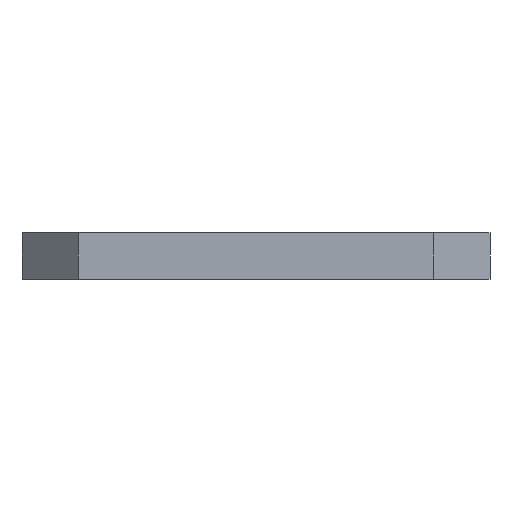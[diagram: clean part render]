
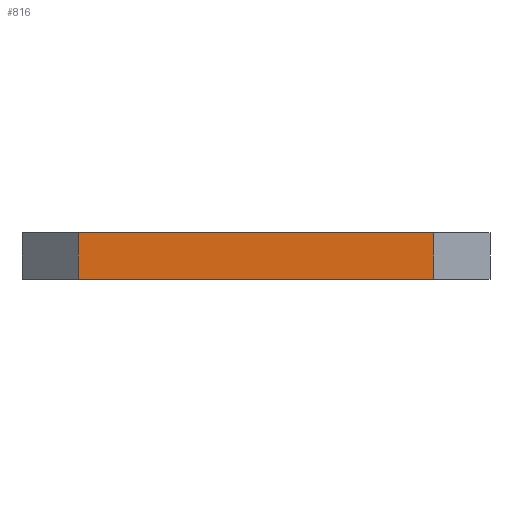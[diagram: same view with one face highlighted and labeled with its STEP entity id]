
A CAD part, front view. The second image highlights one B-rep face of the part: STEP entity #816.
In plain terms, the highlighted planar face has unit normal (0, -1, 0).
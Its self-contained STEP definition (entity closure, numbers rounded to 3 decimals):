
#486=EDGE_CURVE('',#1050,#890,#1360,.T.);
#558=EDGE_CURVE('',#1096,#890,#1440,.T.);
#682=EDGE_CURVE('',#988,#1050,#1578,.T.);
#816=ADVANCED_FACE('',(#1745),#1746,.T.);
#890=VERTEX_POINT('',#1825);
#988=VERTEX_POINT('',#1936);
#1050=VERTEX_POINT('',#2006);
#1096=VERTEX_POINT('',#2055);
#1248=EDGE_CURVE('',#1096,#988,#2244,.T.);
#1360=LINE('',#2362,#2363);
#1440=LINE('',#2466,#2467);
#1578=LINE('',#2635,#2636);
#1745=FACE_OUTER_BOUND('',#2846,.T.);
#1746=PLANE('',#2847);
#1825=CARTESIAN_POINT('',(-190.0,-315.0,50.0));
#1936=CARTESIAN_POINT('',(190.0,-315.0,0.0));
#2006=CARTESIAN_POINT('',(190.0,-315.0,50.0));
#2055=CARTESIAN_POINT('',(-190.0,-315.0,0.0));
#2244=LINE('',#3495,#3496);
#2362=CARTESIAN_POINT('',(-190.0,-315.0,50.0));
#2363=VECTOR('',#3627,1.0);
#2466=CARTESIAN_POINT('',(-190.0,-315.0,0.0));
#2467=VECTOR('',#3710,1.0);
#2635=CARTESIAN_POINT('',(190.0,-315.0,0.0));
#2636=VECTOR('',#3880,1.0);
#2846=EDGE_LOOP('',(#4090,#4091,#4092,#4093));
#2847=AXIS2_PLACEMENT_3D('',#4094,#4095,#4096);
#3495=CARTESIAN_POINT('',(-190.0,-315.0,0.0));
#3496=VECTOR('',#4722,1.0);
#3627=DIRECTION('',(-1.0,0.0,0.0));
#3710=DIRECTION('',(0.0,0.0,1.0));
#3880=DIRECTION('',(0.0,0.0,1.0));
#4090=ORIENTED_EDGE('',*,*,#486,.T.);
#4091=ORIENTED_EDGE('',*,*,#558,.F.);
#4092=ORIENTED_EDGE('',*,*,#1248,.T.);
#4093=ORIENTED_EDGE('',*,*,#682,.T.);
#4094=CARTESIAN_POINT('',(190.0,-315.0,0.0));
#4095=DIRECTION('',(0.0,-1.0,0.0));
#4096=DIRECTION('',(0.0,0.0,-1.0));
#4722=DIRECTION('',(1.0,0.0,0.0));
